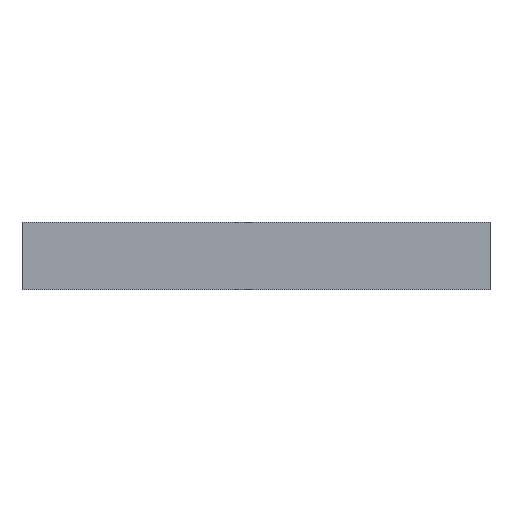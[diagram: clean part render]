
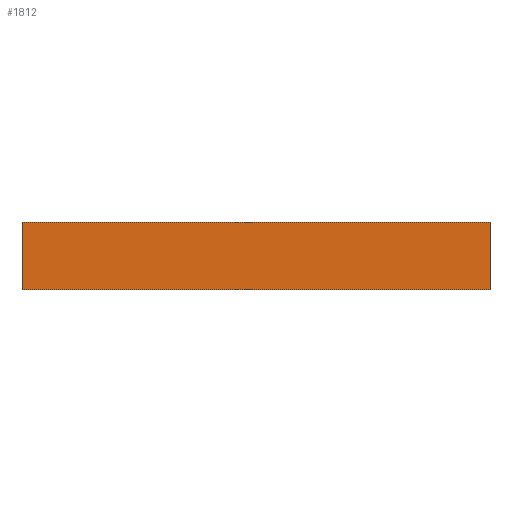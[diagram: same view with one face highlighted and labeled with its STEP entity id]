
A CAD part, front view. The second image highlights one B-rep face of the part: STEP entity #1812.
In plain terms, the highlighted planar face has unit normal (0, -1, 0).
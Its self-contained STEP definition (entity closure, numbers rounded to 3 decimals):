
#100=FACE_OUTER_BOUND('',#190,.T.);
#190=EDGE_LOOP('',(#1581,#1582,#1583,#1584));
#312=LINE('',#2570,#540);
#347=LINE('',#2664,#575);
#430=LINE('',#2964,#658);
#459=LINE('',#3071,#687);
#540=VECTOR('',#2028,10.);
#575=VECTOR('',#2079,10.);
#658=VECTOR('',#2216,10.);
#687=VECTOR('',#2293,10.);
#770=VERTEX_POINT('',#2567);
#771=VERTEX_POINT('',#2569);
#798=VERTEX_POINT('',#2662);
#874=VERTEX_POINT('',#2963);
#955=EDGE_CURVE('',#771,#770,#312,.T.);
#993=EDGE_CURVE('',#798,#770,#347,.T.);
#1096=EDGE_CURVE('',#771,#874,#430,.T.);
#1127=EDGE_CURVE('',#874,#798,#459,.T.);
#1581=ORIENTED_EDGE('',*,*,#1127,.F.);
#1582=ORIENTED_EDGE('',*,*,#1096,.F.);
#1583=ORIENTED_EDGE('',*,*,#955,.T.);
#1584=ORIENTED_EDGE('',*,*,#993,.F.);
#1726=PLANE('',#1919);
#1812=ADVANCED_FACE('',(#100),#1726,.T.);
#1919=AXIS2_PLACEMENT_3D('',#3070,#2291,#2292);
#2028=DIRECTION('',(-1.,0.,0.));
#2079=DIRECTION('',(0.,0.,1.));
#2216=DIRECTION('',(0.,0.,-1.));
#2291=DIRECTION('center_axis',(0.,-1.,0.));
#2292=DIRECTION('ref_axis',(0.,0.,-1.));
#2293=DIRECTION('',(-1.,0.,0.));
#2567=CARTESIAN_POINT('',(-0.95,-5.15,-1.));
#2569=CARTESIAN_POINT('',(29.35,-5.15,-1.));
#2570=CARTESIAN_POINT('',(-0.8,-5.15,-1.));
#2662=CARTESIAN_POINT('',(-0.95,-5.15,-5.35));
#2664=CARTESIAN_POINT('',(-0.95,-5.15,-4.263));
#2963=CARTESIAN_POINT('',(29.35,-5.15,-5.35));
#2964=CARTESIAN_POINT('',(29.35,-5.15,-4.263));
#3070=CARTESIAN_POINT('Origin',(25.8,-5.15,-1.));
#3071=CARTESIAN_POINT('',(-0.8,-5.15,-5.35));
